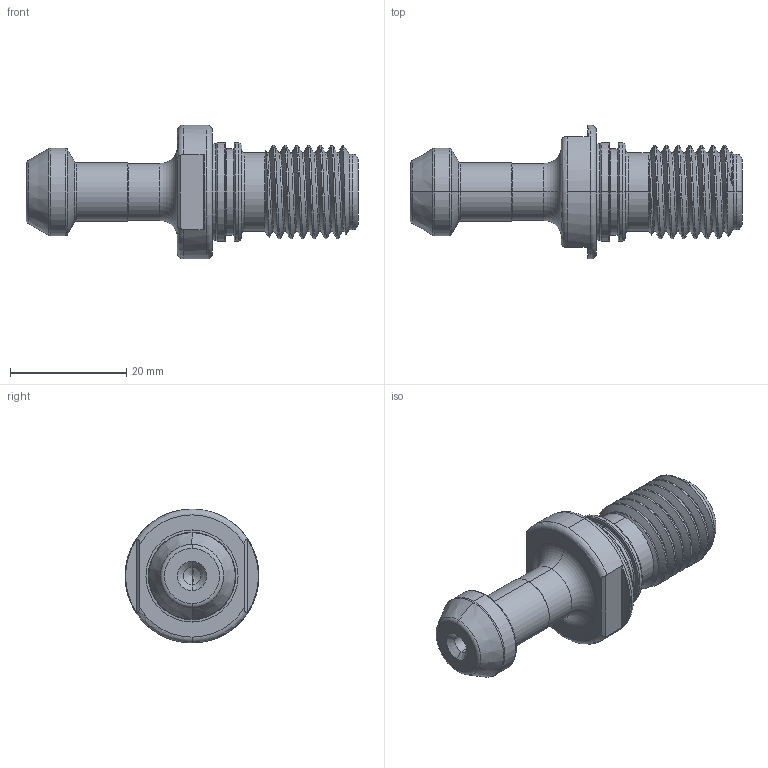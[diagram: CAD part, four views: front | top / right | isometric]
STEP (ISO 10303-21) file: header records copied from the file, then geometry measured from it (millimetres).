
FILE_DESCRIPTION (( 'STEP AP203' ), '1' );
FILE_NAME ('406.20.60.21.STEP', '2020-04-03T00:47:12', ( 'User' ), ( 'China' ), 'SwSTEP 2.0', 'SolidWorks 2016', '' );
FILE_SCHEMA (( 'CONFIG_CONTROL_DESIGN' ));
Length unit declared in the file: millimetre
Products named in the file (1): 406.20.60.21
Bounding box: 57 x 23 x 23 mm (x, y, z)
Volume: 9130.2 mm3; surface area: 3930.4 mm2
Topology: 1 solids, 1 shells, 112 faces, 256 edges, 150 vertices
Faces by surface type: cylinder 38, torus 31, cone 25, plane 15, bspline 3
Entity records: 5217 total; most frequent: CARTESIAN_POINT 2697, DIRECTION 544, ORIENTED_EDGE 504, EDGE_CURVE 252, AXIS2_PLACEMENT_3D 236, VERTEX_POINT 150, CIRCLE 126, EDGE_LOOP 120
